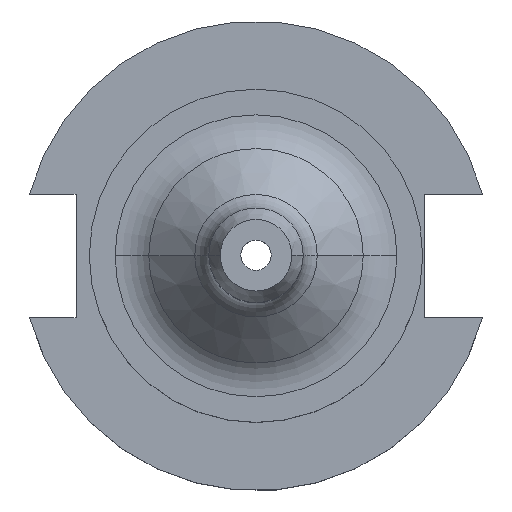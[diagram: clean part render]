
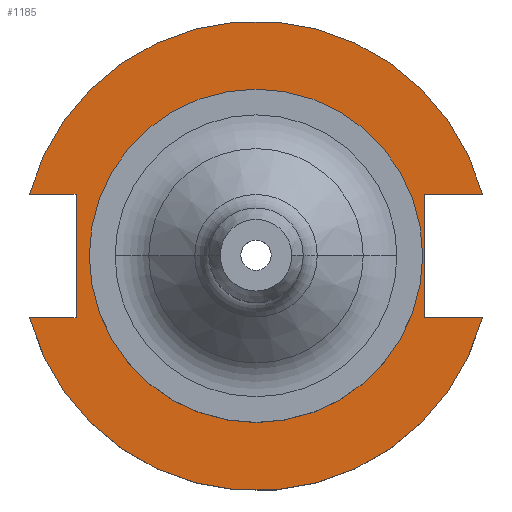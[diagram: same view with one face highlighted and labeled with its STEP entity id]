
A CAD part, top view. The second image highlights one B-rep face of the part: STEP entity #1185.
In plain terms, the highlighted planar face has unit normal (0, 0, 1).
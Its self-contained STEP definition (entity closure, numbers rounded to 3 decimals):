
#26 = LINE ( 'NONE', #1196, #1079 ) ;
#104 = LINE ( 'NONE', #1043, #351 ) ;
#112 = VERTEX_POINT ( 'NONE', #1251 ) ;
#117 = VECTOR ( 'NONE', #804, 1000. ) ;
#145 = CIRCLE ( 'NONE', #777, 34.925 ) ;
#206 = ORIENTED_EDGE ( 'NONE', *, *, #994, .F. ) ;
#207 = DIRECTION ( 'NONE',  ( 1., 0., 0. ) ) ;
#208 = CARTESIAN_POINT ( 'NONE',  ( 35.306, 12.954, 19.05 ) ) ;
#222 = VERTEX_POINT ( 'NONE', #1299 ) ;
#274 = EDGE_CURVE ( 'NONE', #1311, #1719, #104, .T. ) ;
#284 = EDGE_CURVE ( 'NONE', #892, #222, #814, .T. ) ;
#351 = VECTOR ( 'NONE', #1462, 1000. ) ;
#368 = ORIENTED_EDGE ( 'NONE', *, *, #622, .T. ) ;
#379 = ORIENTED_EDGE ( 'NONE', *, *, #284, .F. ) ;
#393 = CARTESIAN_POINT ( 'NONE',  ( 35.306, 12.954, 19.05 ) ) ;
#398 = VERTEX_POINT ( 'NONE', #547 ) ;
#432 = EDGE_CURVE ( 'NONE', #222, #892, #145, .T. ) ;
#440 = VECTOR ( 'NONE', #1618, 1000. ) ;
#453 = ORIENTED_EDGE ( 'NONE', *, *, #432, .F. ) ;
#493 = DIRECTION ( 'NONE',  ( 1., 0., 0. ) ) ;
#547 = CARTESIAN_POINT ( 'NONE',  ( -47.477, 12.954, 19.05 ) ) ;
#582 = CARTESIAN_POINT ( 'NONE',  ( 35.306, -12.954, 19.05 ) ) ;
#601 = DIRECTION ( 'NONE',  ( -1., 0., 0. ) ) ;
#604 = DIRECTION ( 'NONE',  ( 1., 0., 0. ) ) ;
#618 = CARTESIAN_POINT ( 'NONE',  ( 35.306, 12.954, 19.05 ) ) ;
#622 = EDGE_CURVE ( 'NONE', #978, #1719, #1409, .T. ) ;
#648 = EDGE_CURVE ( 'NONE', #112, #398, #924, .T. ) ;
#693 = VERTEX_POINT ( 'NONE', #1354 ) ;
#720 = LINE ( 'NONE', #1058, #440 ) ;
#729 = VERTEX_POINT ( 'NONE', #1528 ) ;
#751 = DIRECTION ( 'NONE',  ( 0., -1., 0. ) ) ;
#777 = AXIS2_PLACEMENT_3D ( 'NONE', #961, #1704, #1560 ) ;
#801 = ORIENTED_EDGE ( 'NONE', *, *, #274, .F. ) ;
#804 = DIRECTION ( 'NONE',  ( -1., 0., 0. ) ) ;
#814 = CIRCLE ( 'NONE', #1300, 34.925 ) ;
#831 = AXIS2_PLACEMENT_3D ( 'NONE', #1146, #979, #1139 ) ;
#892 = VERTEX_POINT ( 'NONE', #977 ) ;
#924 = CIRCLE ( 'NONE', #1742, 49.212 ) ;
#929 = ORIENTED_EDGE ( 'NONE', *, *, #1416, .F. ) ;
#961 = CARTESIAN_POINT ( 'NONE',  ( 0., 0., 19.05 ) ) ;
#977 = CARTESIAN_POINT ( 'NONE',  ( -34.925, 0., 19.05 ) ) ;
#978 = VERTEX_POINT ( 'NONE', #1445 ) ;
#979 = DIRECTION ( 'NONE',  ( 0., 0., 1. ) ) ;
#994 = EDGE_CURVE ( 'NONE', #729, #398, #26, .T. ) ;
#996 = EDGE_LOOP ( 'NONE', ( #453, #379 ) ) ;
#1001 = VECTOR ( 'NONE', #1485, 1000. ) ;
#1043 = CARTESIAN_POINT ( 'NONE',  ( 35.306, -12.954, 19.05 ) ) ;
#1051 = FACE_BOUND ( 'NONE', #996, .T. ) ;
#1058 = CARTESIAN_POINT ( 'NONE',  ( -37.719, 12.954, 19.05 ) ) ;
#1079 = VECTOR ( 'NONE', #601, 1000. ) ;
#1138 = ORIENTED_EDGE ( 'NONE', *, *, #1408, .F. ) ;
#1139 = DIRECTION ( 'NONE',  ( 1., 0., 0. ) ) ;
#1142 = EDGE_CURVE ( 'NONE', #112, #1823, #1167, .T. ) ;
#1146 = CARTESIAN_POINT ( 'NONE',  ( 0., 49.212, 19.05 ) ) ;
#1167 = LINE ( 'NONE', #393, #117 ) ;
#1185 = ADVANCED_FACE ( 'NONE', ( #1051, #1619 ), #1816, .T. ) ;
#1196 = CARTESIAN_POINT ( 'NONE',  ( -63.719, 12.954, 19.05 ) ) ;
#1249 = ORIENTED_EDGE ( 'NONE', *, *, #1142, .F. ) ;
#1251 = CARTESIAN_POINT ( 'NONE',  ( 47.477, 12.954, 19.05 ) ) ;
#1278 = EDGE_LOOP ( 'NONE', ( #368, #801, #929, #1249, #1607, #206, #1450, #1138 ) ) ;
#1284 = LINE ( 'NONE', #618, #1661 ) ;
#1299 = CARTESIAN_POINT ( 'NONE',  ( 34.925, 0., 19.05 ) ) ;
#1300 = AXIS2_PLACEMENT_3D ( 'NONE', #1317, #1333, #604 ) ;
#1311 = VERTEX_POINT ( 'NONE', #582 ) ;
#1317 = CARTESIAN_POINT ( 'NONE',  ( 0., 0., 19.05 ) ) ;
#1333 = DIRECTION ( 'NONE',  ( 0., 0., 1. ) ) ;
#1336 = DIRECTION ( 'NONE',  ( 0., 0., 1. ) ) ;
#1342 = DIRECTION ( 'NONE',  ( 0., 0., 1. ) ) ;
#1354 = CARTESIAN_POINT ( 'NONE',  ( -37.719, -12.954, 19.05 ) ) ;
#1408 = EDGE_CURVE ( 'NONE', #978, #693, #1525, .T. ) ;
#1409 = CIRCLE ( 'NONE', #1446, 49.212 ) ;
#1416 = EDGE_CURVE ( 'NONE', #1823, #1311, #1284, .T. ) ;
#1445 = CARTESIAN_POINT ( 'NONE',  ( -47.477, -12.954, 19.05 ) ) ;
#1446 = AXIS2_PLACEMENT_3D ( 'NONE', #1488, #1336, #207 ) ;
#1450 = ORIENTED_EDGE ( 'NONE', *, *, #1835, .F. ) ;
#1462 = DIRECTION ( 'NONE',  ( 1., 0., 0. ) ) ;
#1465 = CARTESIAN_POINT ( 'NONE',  ( -63.719, -12.954, 19.05 ) ) ;
#1485 = DIRECTION ( 'NONE',  ( 1., 0., 0. ) ) ;
#1488 = CARTESIAN_POINT ( 'NONE',  ( 0., 0., 19.05 ) ) ;
#1525 = LINE ( 'NONE', #1465, #1001 ) ;
#1528 = CARTESIAN_POINT ( 'NONE',  ( -37.719, 12.954, 19.05 ) ) ;
#1560 = DIRECTION ( 'NONE',  ( 1., 0., 0. ) ) ;
#1587 = CARTESIAN_POINT ( 'NONE',  ( 47.477, -12.954, 19.05 ) ) ;
#1607 = ORIENTED_EDGE ( 'NONE', *, *, #648, .T. ) ;
#1618 = DIRECTION ( 'NONE',  ( 0., 1., 0. ) ) ;
#1619 = FACE_OUTER_BOUND ( 'NONE', #1278, .T. ) ;
#1661 = VECTOR ( 'NONE', #751, 1000. ) ;
#1704 = DIRECTION ( 'NONE',  ( 0., 0., 1. ) ) ;
#1719 = VERTEX_POINT ( 'NONE', #1587 ) ;
#1742 = AXIS2_PLACEMENT_3D ( 'NONE', #1762, #1342, #493 ) ;
#1762 = CARTESIAN_POINT ( 'NONE',  ( 0., 0., 19.05 ) ) ;
#1816 = PLANE ( 'NONE',  #831 ) ;
#1823 = VERTEX_POINT ( 'NONE', #208 ) ;
#1835 = EDGE_CURVE ( 'NONE', #693, #729, #720, .T. ) ;
